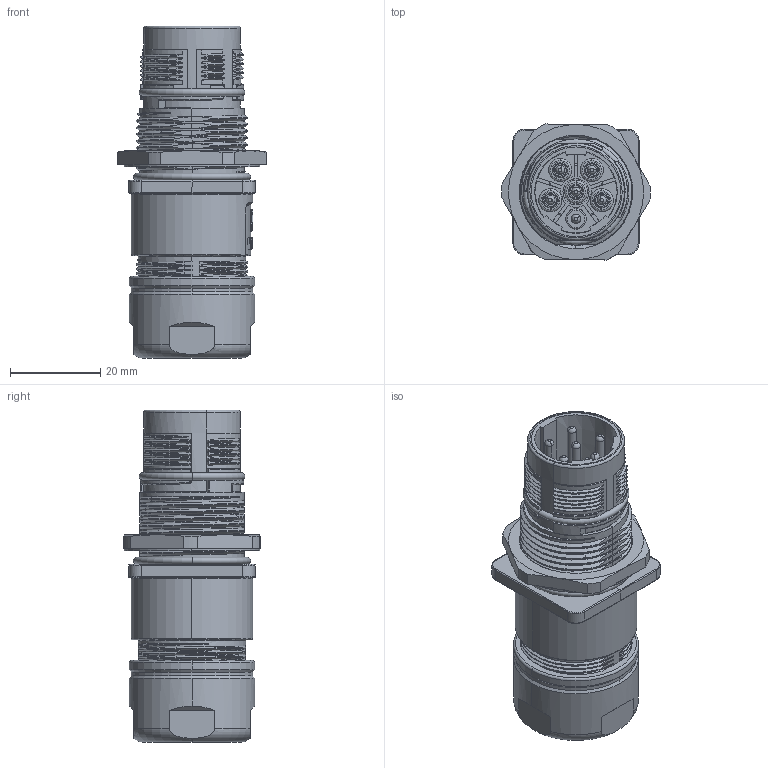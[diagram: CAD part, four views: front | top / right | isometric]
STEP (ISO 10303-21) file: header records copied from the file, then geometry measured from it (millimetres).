
FILE_DESCRIPTION((''),'2;1');
FILE_NAME('M23-CCT_R-DXX-SH-1_SW0001','2021-12-15T',('zh.su'),(''),'PRO/ENGINEER BY PARAMETRIC TECHNOLOGY CORPORATION, 2012480','PRO/ENGINEER BY PARAMETRIC TECHNOLOGY CORPORATION, 2012480','');
FILE_SCHEMA(('CONFIG_CONTROL_DESIGN'));
Products named in the file (1): M23-CCT_R-DXX-SH-1_SW0001
Bounding box: 33 x 30.19 x 73.68 mm (x, y, z)
Volume: 34553.9 mm3; surface area: 12528.6 mm2
Topology: 1 solids, 1 shells, 868 faces, 2268 edges, 1444 vertices
Faces by surface type: bspline 306, cylinder 193, plane 192, cone 74, torus 53, extrusion 35, sphere 15
Entity records: 42424 total; most frequent: CARTESIAN_POINT 23959, ORIENTED_EDGE 4536, DIRECTION 2695, EDGE_CURVE 2268, VERTEX_POINT 1444, B_SPLINE_CURVE_WITH_KNOTS 1180, AXIS2_PLACEMENT_3D 1010, EDGE_LOOP 920
